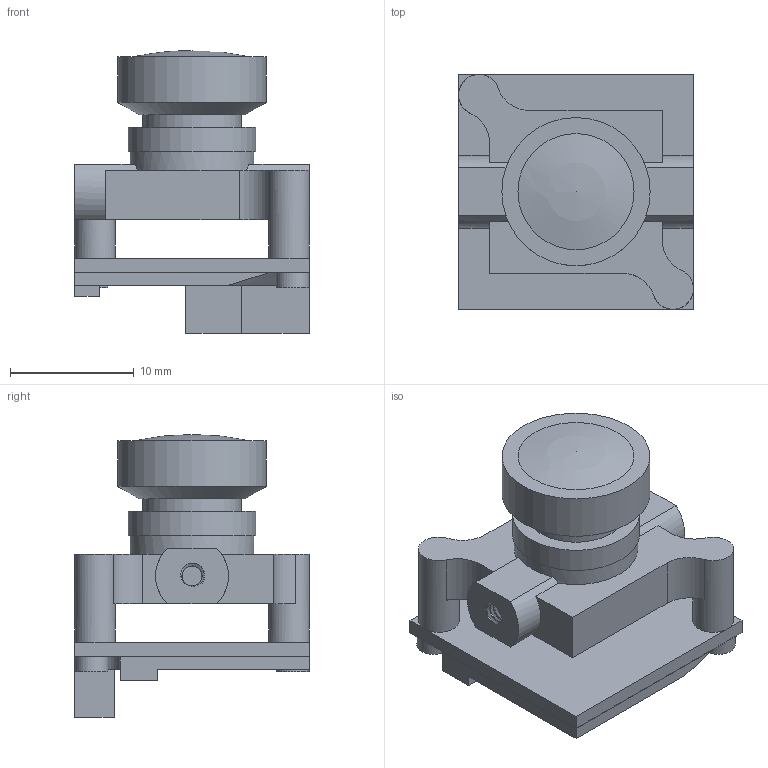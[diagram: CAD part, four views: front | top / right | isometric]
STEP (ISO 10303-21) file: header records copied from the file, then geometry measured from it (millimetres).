
FILE_DESCRIPTION(/* description */ (''),/* implementation_level */ '2;1');
FILE_NAME(/* name */ 'Runcam Micro Swift.step',/* time_stamp */ '2017-10-16T18:43:54+02:00',/* author */ ('gregsaun'),/* organization */ (''),/* preprocessor_version */ 'ST-DEVELOPER v16.13',/* originating_system */ 'Autodesk Translation Framework v6.5.0.72',/* authorisation */ '');
FILE_SCHEMA (('AUTOMOTIVE_DESIGN { 1 0 10303 214 3 1 1 }'));
Length unit declared in the file: millimetre
Products named in the file (10): Runcam Micro Swift v14; Runcam Swift Micro; electronic back; screw back top; screw back bottom; lens; lens screw; body; conn 3pins; conn 2pins
Assembly tree (9 placements, depth 3):
  Runcam Micro Swift v14
    Runcam Swift Micro
      electronic back
      screw back top
      screw back bottom
      lens
      lens screw
      body
      conn 3pins
      conn 2pins
Bounding box: 19 x 19 x 22.9 mm (x, y, z)
Volume: 2749.4 mm3; surface area: 3302.6 mm2
Topology: 8 solids, 8 shells, 113 faces, 277 edges, 181 vertices
Faces by surface type: plane 58, cylinder 48, bspline 4, cone 2, sphere 1
Full cylindrical faces by diameter (mm): 1.623 x12, 2.074 x12, 2.7 x2, 3.3 x2, 8 x2, 10 x1, 10.3 x1, 12 x1
Entity records: 5638 total; most frequent: CARTESIAN_POINT 2733, ORIENTED_EDGE 552, DIRECTION 523, EDGE_CURVE 276, AXIS2_PLACEMENT_3D 189, VERTEX_POINT 181, LINE 145, VECTOR 145
